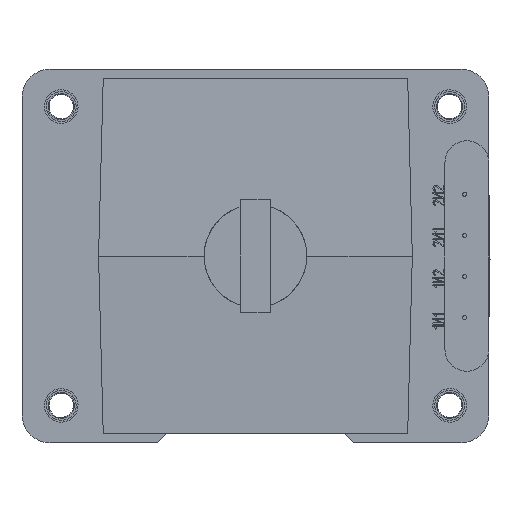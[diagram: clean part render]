
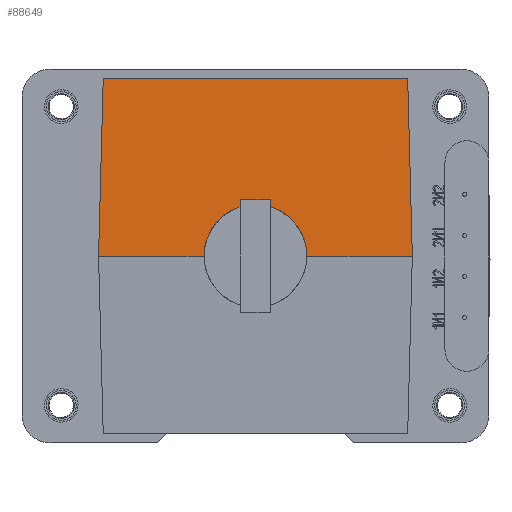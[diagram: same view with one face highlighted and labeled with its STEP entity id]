
A CAD part, left-side view. The second image highlights one B-rep face of the part: STEP entity #88649.
In plain terms, the highlighted planar face has unit normal (-1, 0, 0.026).
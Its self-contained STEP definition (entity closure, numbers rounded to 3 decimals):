
#3914 = EDGE_CURVE ( 'NONE', #108026, #91254, #82401, .T. ) ;
#9262 = DIRECTION ( 'NONE',  ( 0., 1., 0. ) ) ;
#10352 = CARTESIAN_POINT ( 'NONE',  ( -177.5, -27.5, 0. ) ) ;
#13122 = CARTESIAN_POINT ( 'NONE',  ( -177.5, 84., 0. ) ) ;
#21785 = LINE ( 'NONE', #13122, #122554 ) ;
#22923 = DIRECTION ( 'NONE',  ( 0.026, -0.026, 0.999 ) ) ;
#26314 = LINE ( 'NONE', #76544, #104201 ) ;
#32526 = ORIENTED_EDGE ( 'NONE', *, *, #125911, .T. ) ;
#38085 = CARTESIAN_POINT ( 'NONE',  ( -177.5, -27.5, 0. ) ) ;
#38954 = CARTESIAN_POINT ( 'NONE',  ( -177.5, 27.5, 0. ) ) ;
#39264 = EDGE_CURVE ( 'NONE', #73796, #91254, #26314, .T. ) ;
#42256 = VERTEX_POINT ( 'NONE', #88813 ) ;
#44809 = VERTEX_POINT ( 'NONE', #68688 ) ;
#47588 = LINE ( 'NONE', #82600, #99628 ) ;
#48562 = CARTESIAN_POINT ( 'NONE',  ( -177.5, 84., 0. ) ) ;
#52233 = VERTEX_POINT ( 'NONE', #48562 ) ;
#53617 = CARTESIAN_POINT ( 'NONE',  ( -175.014, -81.514, 94.935 ) ) ;
#54284 = DIRECTION ( 'NONE',  ( 0., -1., 0. ) ) ;
#55250 = DIRECTION ( 'NONE',  ( 1., 0., -0.026 ) ) ;
#56165 = LINE ( 'NONE', #53617, #105144 ) ;
#58614 = CARTESIAN_POINT ( 'NONE',  ( -176.78, 0., 27.5 ) ) ;
#59955 = CARTESIAN_POINT ( 'NONE',  ( -177.5, -84., 0. ) ) ;
#61279 = FACE_OUTER_BOUND ( 'NONE', #87061, .T. ) ;
#63449 = DIRECTION ( 'NONE',  ( -0.026, -0.026, -0.999 ) ) ;
#63684 = CARTESIAN_POINT ( 'NONE',  ( -175.012, 84., 95. ) ) ;
#64629 = CARTESIAN_POINT ( 'NONE',  ( -175.012, 81.512, 95. ) ) ;
#67168 = CARTESIAN_POINT ( 'NONE',  ( -177.078, -27.5, 16.109 ) ) ;
#68313 = EDGE_CURVE ( 'NONE', #80301, #42256, #71104, .T. ) ;
#68688 = CARTESIAN_POINT ( 'NONE',  ( -177.5, 27.5, 0. ) ) ;
#71104 = LINE ( 'NONE', #63684, #120042 ) ;
#73796 = VERTEX_POINT ( 'NONE', #59955 ) ;
#75283 = CARTESIAN_POINT ( 'NONE',  ( -176.78, 0., 27.5 ) ) ;
#76544 = CARTESIAN_POINT ( 'NONE',  ( -177.5, 0., 0. ) ) ;
#76921 = CARTESIAN_POINT ( 'NONE',  ( -176.78, -16.109, 27.5 ) ) ;
#77473 = ORIENTED_EDGE ( 'NONE', *, *, #88548, .F. ) ;
#80301 = VERTEX_POINT ( 'NONE', #64629 ) ;
#82401 =( BOUNDED_CURVE ( )  B_SPLINE_CURVE ( 3, ( #96736, #76921, #67168, #38085 ),
 .UNSPECIFIED., .F., .F. ) 
 B_SPLINE_CURVE_WITH_KNOTS ( ( 4, 4 ),
 ( 3.142, 4.712 ),
 .UNSPECIFIED. ) 
 CURVE ( )  GEOMETRIC_REPRESENTATION_ITEM ( )  RATIONAL_B_SPLINE_CURVE ( ( 1., 0.805, 0.805, 1. ) ) 
 REPRESENTATION_ITEM ( '' )  );
#82600 = CARTESIAN_POINT ( 'NONE',  ( -177.5, 0., 0. ) ) ;
#83765 = EDGE_CURVE ( 'NONE', #52233, #80301, #21785, .T. ) ;
#84304 = CARTESIAN_POINT ( 'NONE',  ( -177.5, 0., 0. ) ) ;
#86278 = ORIENTED_EDGE ( 'NONE', *, *, #68313, .F. ) ;
#87061 = EDGE_LOOP ( 'NONE', ( #77473, #32526, #94192, #122170, #110766, #86278, #109662 ) ) ;
#88548 = EDGE_CURVE ( 'NONE', #44809, #52233, #47588, .T. ) ;
#88649 = ADVANCED_FACE ( 'NONE', ( #61279 ), #103999, .F. ) ;
#88813 = CARTESIAN_POINT ( 'NONE',  ( -175.012, -81.512, 95. ) ) ;
#91254 = VERTEX_POINT ( 'NONE', #10352 ) ;
#94192 = ORIENTED_EDGE ( 'NONE', *, *, #3914, .T. ) ;
#96736 = CARTESIAN_POINT ( 'NONE',  ( -176.78, 0., 27.5 ) ) ;
#97634 = CARTESIAN_POINT ( 'NONE',  ( -177.078, 27.5, 16.109 ) ) ;
#99628 = VECTOR ( 'NONE', #108731, 1000. ) ;
#103999 = PLANE ( 'NONE',  #119624 ) ;
#104201 = VECTOR ( 'NONE', #9262, 1000. ) ;
#105144 = VECTOR ( 'NONE', #63449, 1000. ) ;
#108026 = VERTEX_POINT ( 'NONE', #75283 ) ;
#108731 = DIRECTION ( 'NONE',  ( 0., 1., 0. ) ) ;
#109662 = ORIENTED_EDGE ( 'NONE', *, *, #83765, .F. ) ;
#110099 = EDGE_CURVE ( 'NONE', #42256, #73796, #56165, .T. ) ;
#110766 = ORIENTED_EDGE ( 'NONE', *, *, #110099, .F. ) ;
#117202 = CARTESIAN_POINT ( 'NONE',  ( -176.78, 16.109, 27.5 ) ) ;
#118568 =( BOUNDED_CURVE ( )  B_SPLINE_CURVE ( 3, ( #38954, #97634, #117202, #58614 ),
 .UNSPECIFIED., .F., .F. ) 
 B_SPLINE_CURVE_WITH_KNOTS ( ( 4, 4 ),
 ( 1.571, 3.142 ),
 .UNSPECIFIED. ) 
 CURVE ( )  GEOMETRIC_REPRESENTATION_ITEM ( )  RATIONAL_B_SPLINE_CURVE ( ( 1., 0.805, 0.805, 1. ) ) 
 REPRESENTATION_ITEM ( '' )  );
#119624 = AXIS2_PLACEMENT_3D ( 'NONE', #84304, #55250, #123665 ) ;
#120042 = VECTOR ( 'NONE', #54284, 1000. ) ;
#122170 = ORIENTED_EDGE ( 'NONE', *, *, #39264, .F. ) ;
#122554 = VECTOR ( 'NONE', #22923, 1000. ) ;
#123665 = DIRECTION ( 'NONE',  ( 0., 1., 0. ) ) ;
#125911 = EDGE_CURVE ( 'NONE', #44809, #108026, #118568, .T. ) ;
